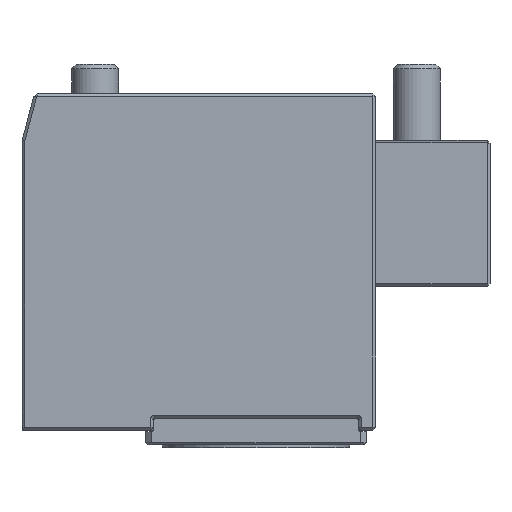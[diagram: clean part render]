
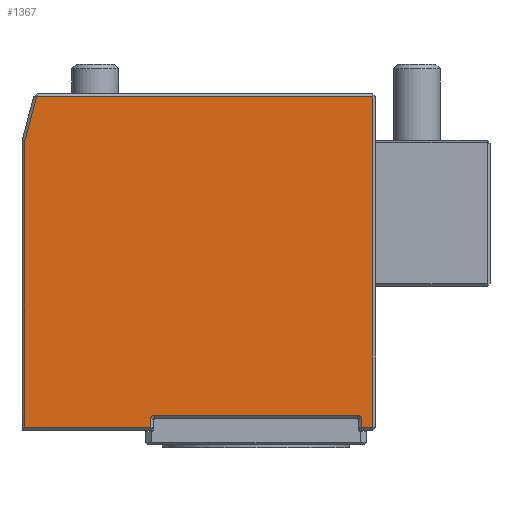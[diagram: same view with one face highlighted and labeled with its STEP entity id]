
A CAD part, front view. The second image highlights one B-rep face of the part: STEP entity #1367.
In plain terms, the highlighted planar face has unit normal (0, -1, 0).
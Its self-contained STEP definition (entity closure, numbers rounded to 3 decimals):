
#263=LINE('',#7305,#769);
#265=LINE('',#7309,#771);
#267=LINE('',#7313,#773);
#269=LINE('',#7317,#775);
#271=LINE('',#7323,#777);
#277=LINE('',#7336,#783);
#279=LINE('',#7340,#785);
#281=LINE('',#7344,#787);
#317=LINE('',#7445,#823);
#377=LINE('',#7581,#883);
#379=LINE('',#7584,#885);
#769=VECTOR('',#5517,1.);
#771=VECTOR('',#5521,1.);
#773=VECTOR('',#5525,1.);
#775=VECTOR('',#5529,1.);
#777=VECTOR('',#5537,1.);
#783=VECTOR('',#5549,1.);
#785=VECTOR('',#5553,1.);
#787=VECTOR('',#5557,1.);
#823=VECTOR('',#5641,1.);
#883=VECTOR('',#5781,1.);
#885=VECTOR('',#5785,1.);
#1367=ADVANCED_FACE('',(#1823),#1588,.T.);
#1588=PLANE('',#4869);
#1823=FACE_OUTER_BOUND('',#2088,.T.);
#2088=EDGE_LOOP('',(#2944,#2945,#2946,#2947,#2948,#2949,#2950,#2951,#2952,
#2953,#2954,#2955,#2956));
#2944=ORIENTED_EDGE('',*,*,#4302,.T.);
#2945=ORIENTED_EDGE('',*,*,#4300,.T.);
#2946=ORIENTED_EDGE('',*,*,#4233,.T.);
#2947=ORIENTED_EDGE('',*,*,#4188,.T.);
#2948=ORIENTED_EDGE('',*,*,#4186,.T.);
#2949=ORIENTED_EDGE('',*,*,#4184,.T.);
#2950=ORIENTED_EDGE('',*,*,#4182,.T.);
#2951=ORIENTED_EDGE('',*,*,#4177,.T.);
#2952=ORIENTED_EDGE('',*,*,#4176,.T.);
#2953=ORIENTED_EDGE('',*,*,#4174,.T.);
#2954=ORIENTED_EDGE('',*,*,#4172,.T.);
#2955=ORIENTED_EDGE('',*,*,#4170,.T.);
#2956=ORIENTED_EDGE('',*,*,#4168,.T.);
#3525=VERTEX_POINT('',#6798);
#3540=VERTEX_POINT('',#6835);
#3542=VERTEX_POINT('',#6841);
#3690=VERTEX_POINT('',#7308);
#3691=VERTEX_POINT('',#7312);
#3692=VERTEX_POINT('',#7316);
#3693=VERTEX_POINT('',#7320);
#3694=VERTEX_POINT('',#7324);
#3697=VERTEX_POINT('',#7333);
#3698=VERTEX_POINT('',#7337);
#3699=VERTEX_POINT('',#7341);
#3700=VERTEX_POINT('',#7345);
#3725=VERTEX_POINT('',#7446);
#4168=EDGE_CURVE('',#3525,#3542,#263,.T.);
#4170=EDGE_CURVE('',#3690,#3525,#265,.T.);
#4172=EDGE_CURVE('',#3691,#3690,#267,.T.);
#4174=EDGE_CURVE('',#3692,#3691,#269,.T.);
#4176=EDGE_CURVE('',#3693,#3692,#4565,.T.);
#4177=EDGE_CURVE('',#3694,#3693,#271,.T.);
#4182=EDGE_CURVE('',#3697,#3694,#4566,.T.);
#4184=EDGE_CURVE('',#3698,#3697,#277,.T.);
#4186=EDGE_CURVE('',#3699,#3698,#279,.T.);
#4188=EDGE_CURVE('',#3700,#3699,#281,.T.);
#4233=EDGE_CURVE('',#3725,#3700,#317,.T.);
#4300=EDGE_CURVE('',#3540,#3725,#377,.T.);
#4302=EDGE_CURVE('',#3542,#3540,#379,.T.);
#4565=CIRCLE('',#4796,0.65);
#4566=CIRCLE('',#4799,0.65);
#4796=AXIS2_PLACEMENT_3D('',#7321,#5533,#5534);
#4799=AXIS2_PLACEMENT_3D('',#7332,#5544,#5545);
#4869=AXIS2_PLACEMENT_3D('',#7586,#5788,#5789);
#5517=DIRECTION('',(0.,0.,1.));
#5521=DIRECTION('',(1.,0.,0.));
#5525=DIRECTION('',(0.5,0.,-0.866));
#5529=DIRECTION('',(0.,0.,-1.));
#5533=DIRECTION('',(0.,1.,0.));
#5534=DIRECTION('',(0.,0.,-1.));
#5537=DIRECTION('',(1.,0.,0.));
#5544=DIRECTION('',(0.,1.,0.));
#5545=DIRECTION('',(0.,0.,-1.));
#5549=DIRECTION('',(0.,0.,1.));
#5553=DIRECTION('',(0.5,0.,0.866));
#5557=DIRECTION('',(1.,0.,0.));
#5641=DIRECTION('',(0.,0.,-1.));
#5781=DIRECTION('',(-0.259,0.,-0.966));
#5785=DIRECTION('',(-1.,0.,0.));
#5788=DIRECTION('',(0.,-1.,0.));
#5789=DIRECTION('',(0.,0.,1.));
#6798=CARTESIAN_POINT('',(20.,-35.,-49.));
#6835=CARTESIAN_POINT('',(-37.473,-35.,7.5));
#6841=CARTESIAN_POINT('',(20.,-35.,7.5));
#7305=CARTESIAN_POINT('',(20.,-35.,8.));
#7308=CARTESIAN_POINT('',(18.034,-35.,-49.));
#7309=CARTESIAN_POINT('',(-40.,-35.,-49.));
#7312=CARTESIAN_POINT('',(18.014,-35.,-48.966));
#7313=CARTESIAN_POINT('',(18.178,-35.,-49.25));
#7316=CARTESIAN_POINT('',(18.014,-35.,-47.65));
#7317=CARTESIAN_POINT('',(18.014,-35.,8.));
#7320=CARTESIAN_POINT('',(17.364,-35.,-47.));
#7321=CARTESIAN_POINT('',(17.364,-35.,-47.65));
#7323=CARTESIAN_POINT('',(-40.,-35.,-47.));
#7324=CARTESIAN_POINT('',(-17.364,-35.,-47.));
#7332=CARTESIAN_POINT('',(-17.364,-35.,-47.65));
#7333=CARTESIAN_POINT('',(-18.014,-35.,-47.65));
#7336=CARTESIAN_POINT('',(-18.014,-35.,8.));
#7337=CARTESIAN_POINT('',(-18.014,-35.,-48.966));
#7340=CARTESIAN_POINT('',(-17.947,-35.,-48.85));
#7341=CARTESIAN_POINT('',(-18.034,-35.,-49.));
#7344=CARTESIAN_POINT('',(-40.,-35.,-49.));
#7345=CARTESIAN_POINT('',(-39.5,-35.,-49.));
#7445=CARTESIAN_POINT('',(-39.5,-35.,8.));
#7446=CARTESIAN_POINT('',(-39.5,-35.,-0.066));
#7581=CARTESIAN_POINT('',(-39.517,-35.,-0.129));
#7584=CARTESIAN_POINT('',(-40.,-35.,7.5));
#7586=CARTESIAN_POINT('',(-40.,-35.,8.));
